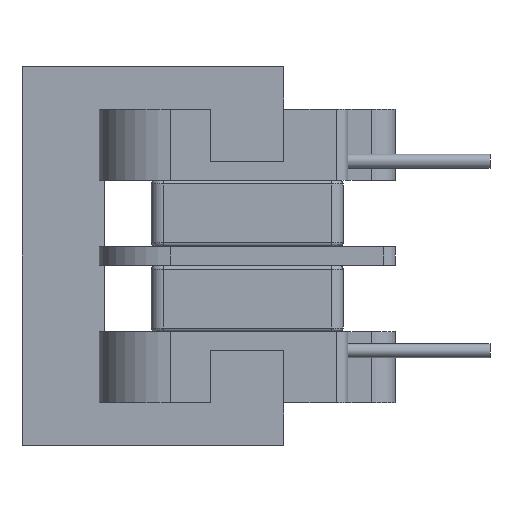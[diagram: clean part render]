
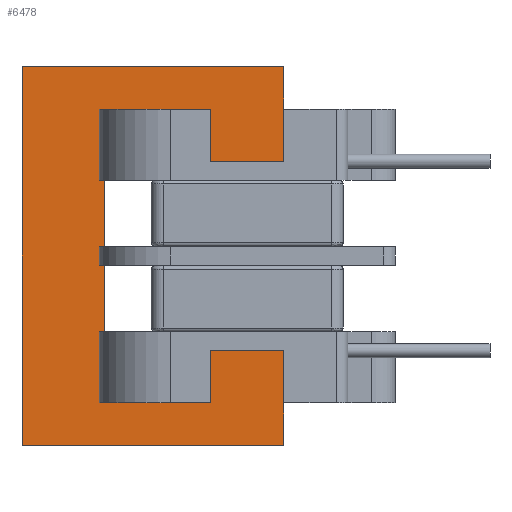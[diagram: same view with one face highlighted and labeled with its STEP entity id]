
A CAD part, left-side view. The second image highlights one B-rep face of the part: STEP entity #6478.
In plain terms, the highlighted planar face has unit normal (-1, 0, 0).
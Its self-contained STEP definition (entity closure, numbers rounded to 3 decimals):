
#404 = FACE_OUTER_BOUND ( 'NONE', #7508, .T. ) ;
#454 = LINE ( 'NONE', #13388, #15008 ) ;
#567 = LINE ( 'NONE', #15118, #15550 ) ;
#686 = EDGE_CURVE ( 'NONE', #15879, #3020, #6417, .T. ) ;
#745 = CARTESIAN_POINT ( 'NONE',  ( -1.369, 4.7, -4. ) ) ;
#954 = VERTEX_POINT ( 'NONE', #12490 ) ;
#990 = VECTOR ( 'NONE', #6534, 1000. ) ;
#1106 = ORIENTED_EDGE ( 'NONE', *, *, #7277, .F. ) ;
#1113 = CARTESIAN_POINT ( 'NONE',  ( -1.369, 15.76, -8. ) ) ;
#1535 = DIRECTION ( 'NONE',  ( 0., 0., -1. ) ) ;
#1548 = CARTESIAN_POINT ( 'NONE',  ( -1.369, 12.26, 0.4 ) ) ;
#1553 = ORIENTED_EDGE ( 'NONE', *, *, #11693, .F. ) ;
#1573 = LINE ( 'NONE', #14086, #9029 ) ;
#1665 = EDGE_CURVE ( 'NONE', #10514, #11461, #1954, .T. ) ;
#1939 = CARTESIAN_POINT ( 'NONE',  ( -1.369, 12.26, -3.2 ) ) ;
#1954 = LINE ( 'NONE', #3484, #10772 ) ;
#2035 = DIRECTION ( 'NONE',  ( 0., 0., -1. ) ) ;
#2155 = DIRECTION ( 'NONE',  ( 0., -1., 0. ) ) ;
#2162 = LINE ( 'NONE', #4481, #16761 ) ;
#2385 = CARTESIAN_POINT ( 'NONE',  ( -1.369, 12.5, -4. ) ) ;
#2732 = DIRECTION ( 'NONE',  ( 0., 0., -1. ) ) ;
#2831 = DIRECTION ( 'NONE',  ( 0., 0., -1. ) ) ;
#2871 = CARTESIAN_POINT ( 'NONE',  ( -1.369, 8.8, 0.4 ) ) ;
#2973 = DIRECTION ( 'NONE',  ( 0., 0., -1. ) ) ;
#2974 = CARTESIAN_POINT ( 'NONE',  ( -1.369, 4.7, 4. ) ) ;
#3020 = VERTEX_POINT ( 'NONE', #1548 ) ;
#3049 = EDGE_CURVE ( 'NONE', #7286, #5729, #7021, .T. ) ;
#3104 = CARTESIAN_POINT ( 'NONE',  ( -1.369, 12.26, -4. ) ) ;
#3170 = CARTESIAN_POINT ( 'NONE',  ( -1.369, 12.26, 8. ) ) ;
#3344 = EDGE_CURVE ( 'NONE', #10897, #4815, #8536, .T. ) ;
#3421 = CARTESIAN_POINT ( 'NONE',  ( -1.369, 12.5, 6.2 ) ) ;
#3484 = CARTESIAN_POINT ( 'NONE',  ( -1.369, 12.26, -8. ) ) ;
#3527 = DIRECTION ( 'NONE',  ( 1., 0., 0. ) ) ;
#3817 = LINE ( 'NONE', #7950, #13979 ) ;
#3852 = DIRECTION ( 'NONE',  ( 0., 1., 0. ) ) ;
#4157 = VERTEX_POINT ( 'NONE', #12238 ) ;
#4212 = LINE ( 'NONE', #18126, #7510 ) ;
#4436 = LINE ( 'NONE', #745, #17731 ) ;
#4465 = DIRECTION ( 'NONE',  ( 0., -1., 0. ) ) ;
#4481 = CARTESIAN_POINT ( 'NONE',  ( -1.369, 12.5, -4. ) ) ;
#4815 = VERTEX_POINT ( 'NONE', #9553 ) ;
#5026 = ORIENTED_EDGE ( 'NONE', *, *, #11903, .F. ) ;
#5119 = VERTEX_POINT ( 'NONE', #14693 ) ;
#5185 = PLANE ( 'NONE',  #7154 ) ;
#5462 = DIRECTION ( 'NONE',  ( 0., -1., 0. ) ) ;
#5673 = CARTESIAN_POINT ( 'NONE',  ( -1.369, 4.7, 6.2 ) ) ;
#5729 = VERTEX_POINT ( 'NONE', #1939 ) ;
#5820 = VECTOR ( 'NONE', #10228, 1000. ) ;
#5870 = CARTESIAN_POINT ( 'NONE',  ( -1.369, 15.76, 8. ) ) ;
#5942 = VECTOR ( 'NONE', #17334, 1000. ) ;
#6073 = CARTESIAN_POINT ( 'NONE',  ( -1.369, 4.7, -8. ) ) ;
#6165 = CARTESIAN_POINT ( 'NONE',  ( -1.369, 12.5, -0.4 ) ) ;
#6249 = LINE ( 'NONE', #3421, #8206 ) ;
#6417 = LINE ( 'NONE', #2871, #15725 ) ;
#6478 = ADVANCED_FACE ( 'NONE', ( #404 ), #5185, .F. ) ;
#6519 = CARTESIAN_POINT ( 'NONE',  ( -1.369, 12.26, -4. ) ) ;
#6534 = DIRECTION ( 'NONE',  ( 0., 1., 0. ) ) ;
#6781 = VECTOR ( 'NONE', #18217, 1000. ) ;
#6963 = VERTEX_POINT ( 'NONE', #9071 ) ;
#7021 = LINE ( 'NONE', #7120, #16802 ) ;
#7114 = ORIENTED_EDGE ( 'NONE', *, *, #17791, .F. ) ;
#7120 = CARTESIAN_POINT ( 'NONE',  ( -1.369, 12.26, -4. ) ) ;
#7154 = AXIS2_PLACEMENT_3D ( 'NONE', #6519, #3527, #13389 ) ;
#7277 = EDGE_CURVE ( 'NONE', #12644, #10514, #14012, .T. ) ;
#7286 = VERTEX_POINT ( 'NONE', #12685 ) ;
#7378 = VERTEX_POINT ( 'NONE', #11383 ) ;
#7421 = EDGE_CURVE ( 'NONE', #954, #6963, #15777, .T. ) ;
#7456 = EDGE_CURVE ( 'NONE', #11461, #954, #17789, .T. ) ;
#7508 = EDGE_LOOP ( 'NONE', ( #17964, #8779, #5026, #10866, #14648, #15322, #14763, #11344, #1553, #9903, #8796, #12548, #12424, #7114, #11875, #12675, #17705, #1106 ) ) ;
#7510 = VECTOR ( 'NONE', #3852, 1000. ) ;
#7670 = CARTESIAN_POINT ( 'NONE',  ( -1.369, 12.5, 0.4 ) ) ;
#7713 = DIRECTION ( 'NONE',  ( 0., 0., -1. ) ) ;
#7950 = CARTESIAN_POINT ( 'NONE',  ( -1.369, 4.7, -4. ) ) ;
#8206 = VECTOR ( 'NONE', #7713, 1000. ) ;
#8341 = EDGE_CURVE ( 'NONE', #15189, #12644, #3817, .T. ) ;
#8352 = EDGE_CURVE ( 'NONE', #7286, #16078, #13083, .T. ) ;
#8455 = VERTEX_POINT ( 'NONE', #5673 ) ;
#8536 = LINE ( 'NONE', #16784, #6781 ) ;
#8779 = ORIENTED_EDGE ( 'NONE', *, *, #9486, .F. ) ;
#8796 = ORIENTED_EDGE ( 'NONE', *, *, #14247, .F. ) ;
#8899 = DIRECTION ( 'NONE',  ( 0., 0., -1. ) ) ;
#9019 = EDGE_CURVE ( 'NONE', #5119, #7378, #4212, .T. ) ;
#9029 = VECTOR ( 'NONE', #2732, 1000. ) ;
#9030 = CARTESIAN_POINT ( 'NONE',  ( -1.369, 4.7, -4. ) ) ;
#9071 = CARTESIAN_POINT ( 'NONE',  ( -1.369, 4.7, 8. ) ) ;
#9486 = EDGE_CURVE ( 'NONE', #17222, #15189, #17238, .T. ) ;
#9553 = CARTESIAN_POINT ( 'NONE',  ( -1.369, 12.5, 4. ) ) ;
#9903 = ORIENTED_EDGE ( 'NONE', *, *, #9019, .T. ) ;
#10069 = EDGE_CURVE ( 'NONE', #4157, #5729, #454, .T. ) ;
#10228 = DIRECTION ( 'NONE',  ( 0., 0., 1. ) ) ;
#10514 = VERTEX_POINT ( 'NONE', #6073 ) ;
#10772 = VECTOR ( 'NONE', #17968, 1000. ) ;
#10863 = DIRECTION ( 'NONE',  ( 0., 0., -1. ) ) ;
#10866 = ORIENTED_EDGE ( 'NONE', *, *, #10069, .T. ) ;
#10888 = VECTOR ( 'NONE', #2973, 1000. ) ;
#10897 = VERTEX_POINT ( 'NONE', #2974 ) ;
#10987 = CARTESIAN_POINT ( 'NONE',  ( -1.369, 4.7, -4. ) ) ;
#11203 = EDGE_CURVE ( 'NONE', #8455, #10897, #4436, .T. ) ;
#11344 = ORIENTED_EDGE ( 'NONE', *, *, #686, .T. ) ;
#11383 = CARTESIAN_POINT ( 'NONE',  ( -1.369, 12.5, 3.2 ) ) ;
#11461 = VERTEX_POINT ( 'NONE', #1113 ) ;
#11693 = EDGE_CURVE ( 'NONE', #5119, #3020, #567, .T. ) ;
#11875 = ORIENTED_EDGE ( 'NONE', *, *, #7421, .F. ) ;
#11903 = EDGE_CURVE ( 'NONE', #4157, #17222, #6249, .T. ) ;
#12238 = CARTESIAN_POINT ( 'NONE',  ( -1.369, 12.5, -3.2 ) ) ;
#12424 = ORIENTED_EDGE ( 'NONE', *, *, #11203, .F. ) ;
#12490 = CARTESIAN_POINT ( 'NONE',  ( -1.369, 15.76, 8. ) ) ;
#12548 = ORIENTED_EDGE ( 'NONE', *, *, #3344, .F. ) ;
#12644 = VERTEX_POINT ( 'NONE', #12695 ) ;
#12675 = ORIENTED_EDGE ( 'NONE', *, *, #7456, .F. ) ;
#12685 = CARTESIAN_POINT ( 'NONE',  ( -1.369, 12.26, -0.4 ) ) ;
#12695 = CARTESIAN_POINT ( 'NONE',  ( -1.369, 4.7, -6.2 ) ) ;
#13083 = LINE ( 'NONE', #13729, #990 ) ;
#13388 = CARTESIAN_POINT ( 'NONE',  ( -1.369, 8.8, -3.2 ) ) ;
#13389 = DIRECTION ( 'NONE',  ( 0., 0., -1. ) ) ;
#13459 = EDGE_CURVE ( 'NONE', #15879, #16078, #2162, .T. ) ;
#13471 = DIRECTION ( 'NONE',  ( 0., 0., -1. ) ) ;
#13729 = CARTESIAN_POINT ( 'NONE',  ( -1.369, 8.8, -0.4 ) ) ;
#13979 = VECTOR ( 'NONE', #10863, 1000. ) ;
#14012 = LINE ( 'NONE', #10987, #10888 ) ;
#14086 = CARTESIAN_POINT ( 'NONE',  ( -1.369, 12.5, 6.2 ) ) ;
#14247 = EDGE_CURVE ( 'NONE', #4815, #7378, #1573, .T. ) ;
#14648 = ORIENTED_EDGE ( 'NONE', *, *, #3049, .F. ) ;
#14693 = CARTESIAN_POINT ( 'NONE',  ( -1.369, 12.26, 3.2 ) ) ;
#14763 = ORIENTED_EDGE ( 'NONE', *, *, #13459, .F. ) ;
#15008 = VECTOR ( 'NONE', #2155, 1000. ) ;
#15118 = CARTESIAN_POINT ( 'NONE',  ( -1.369, 12.26, -4. ) ) ;
#15189 = VERTEX_POINT ( 'NONE', #17326 ) ;
#15322 = ORIENTED_EDGE ( 'NONE', *, *, #8352, .T. ) ;
#15328 = VECTOR ( 'NONE', #4465, 1000. ) ;
#15343 = LINE ( 'NONE', #9030, #17130 ) ;
#15550 = VECTOR ( 'NONE', #2831, 1000. ) ;
#15725 = VECTOR ( 'NONE', #5462, 1000. ) ;
#15777 = LINE ( 'NONE', #3170, #15328 ) ;
#15879 = VERTEX_POINT ( 'NONE', #7670 ) ;
#16078 = VERTEX_POINT ( 'NONE', #6165 ) ;
#16761 = VECTOR ( 'NONE', #1535, 1000. ) ;
#16784 = CARTESIAN_POINT ( 'NONE',  ( -1.369, 12.26, 4. ) ) ;
#16802 = VECTOR ( 'NONE', #8899, 1000. ) ;
#17130 = VECTOR ( 'NONE', #2035, 1000. ) ;
#17222 = VERTEX_POINT ( 'NONE', #2385 ) ;
#17238 = LINE ( 'NONE', #3104, #5942 ) ;
#17326 = CARTESIAN_POINT ( 'NONE',  ( -1.369, 4.7, -4. ) ) ;
#17334 = DIRECTION ( 'NONE',  ( 0., -1., 0. ) ) ;
#17705 = ORIENTED_EDGE ( 'NONE', *, *, #1665, .F. ) ;
#17731 = VECTOR ( 'NONE', #13471, 1000. ) ;
#17789 = LINE ( 'NONE', #5870, #5820 ) ;
#17791 = EDGE_CURVE ( 'NONE', #6963, #8455, #15343, .T. ) ;
#17964 = ORIENTED_EDGE ( 'NONE', *, *, #8341, .F. ) ;
#17968 = DIRECTION ( 'NONE',  ( 0., 1., 0. ) ) ;
#18126 = CARTESIAN_POINT ( 'NONE',  ( -1.369, 8.8, 3.2 ) ) ;
#18217 = DIRECTION ( 'NONE',  ( 0., 1., 0. ) ) ;
